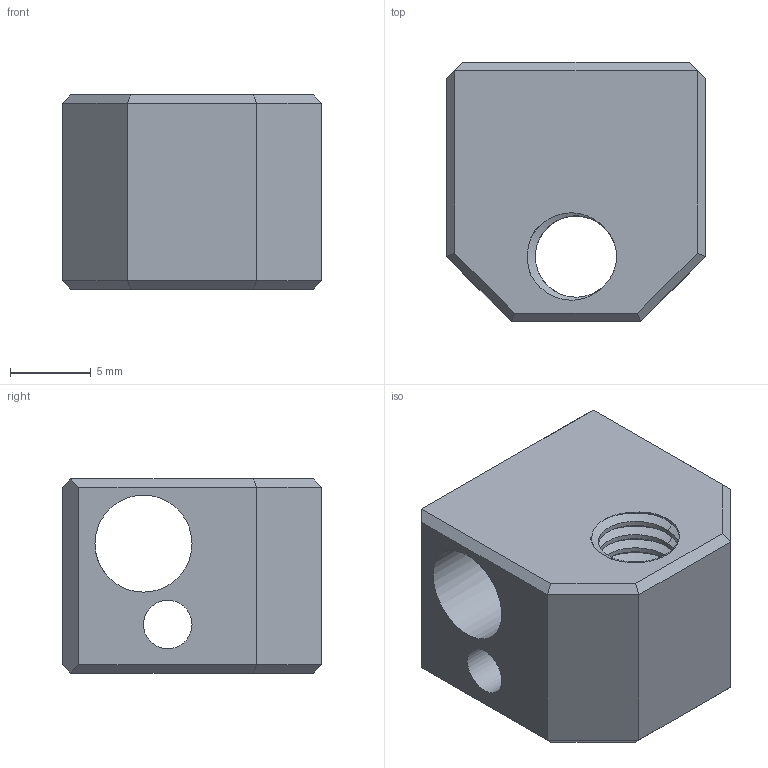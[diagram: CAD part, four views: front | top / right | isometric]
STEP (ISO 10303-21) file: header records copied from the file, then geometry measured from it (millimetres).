
FILE_DESCRIPTION(('FreeCAD Model'),'2;1');
FILE_NAME('Open CASCADE Shape Model','2022-10-22T21:44:13',(''),(''), 'Open CASCADE STEP processor 7.6','FreeCAD','Unknown');
FILE_SCHEMA(('AUTOMOTIVE_DESIGN { 1 0 10303 214 1 1 1 1 }'));
Length unit declared in the file: millimetre
Products named in the file (1): Lerge_V5_Heatblock
Bounding box: 16 x 16 x 12 mm (x, y, z)
Volume: 1965.8 mm3; surface area: 1880.7 mm2
Topology: 1 solids, 1 shells, 156 faces, 346 edges, 192 vertices
Faces by surface type: bspline 98, cylinder 36, plane 22
Full cylindrical faces by diameter (mm): 2.52 x14, 3 x1, 5.026 x12, 6 x1
Entity records: 31046 total; most frequent: CARTESIAN_POINT 25025, ORIENTED_EDGE 700, PCURVE 700, DEFINITIONAL_REPRESENTATION 700, DIRECTION 693, LINE 549, VECTOR 549, B_SPLINE_CURVE_WITH_KNOTS 477
